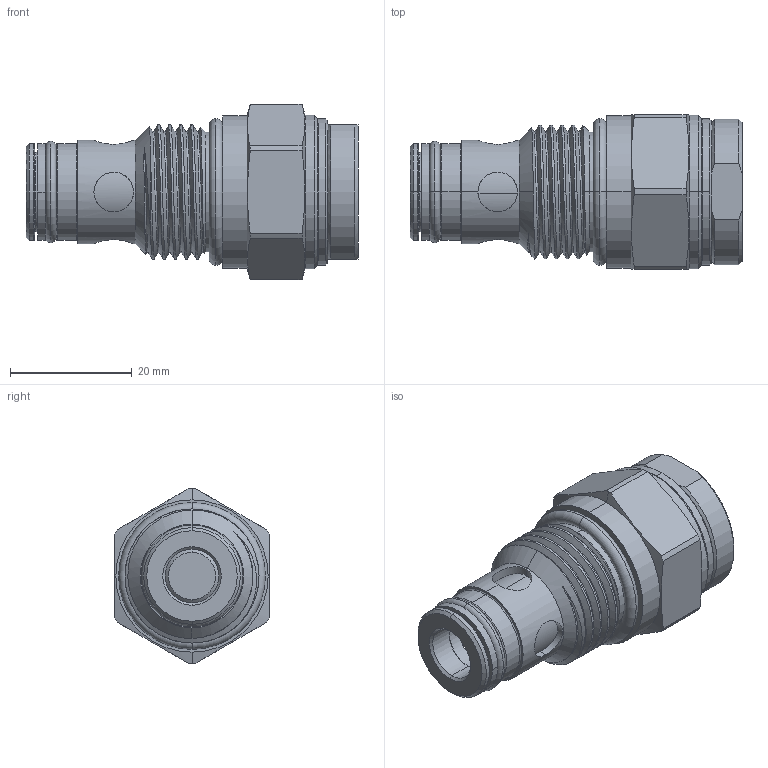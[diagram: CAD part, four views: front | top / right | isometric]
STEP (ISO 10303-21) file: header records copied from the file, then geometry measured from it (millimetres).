
FILE_DESCRIPTION (( 'STEP AP203' ), '1' );
FILE_NAME ('NC10W22-N.STEP', '2016-06-07T07:37:57', ( '' ), ( '' ), 'SwSTEP 2.0', 'SolidWorks 2012', '' );
FILE_SCHEMA (( 'CONFIG_CONTROL_DESIGN' ));
Length unit declared in the file: millimetre
Products named in the file (1): NC10W22-N
Bounding box: 54.5 x 25.4 x 28.8 mm (x, y, z)
Volume: 19089.2 mm3; surface area: 6681.1 mm2
Topology: 4 solids, 4 shells, 131 faces, 308 edges, 190 vertices
Faces by surface type: cylinder 59, torus 25, cone 22, plane 20, bspline 3, sphere 2
Entity records: 6538 total; most frequent: CARTESIAN_POINT 3542, ORIENTED_EDGE 616, DIRECTION 611, EDGE_CURVE 308, AXIS2_PLACEMENT_3D 263, VERTEX_POINT 190, EDGE_LOOP 146, CIRCLE 134
